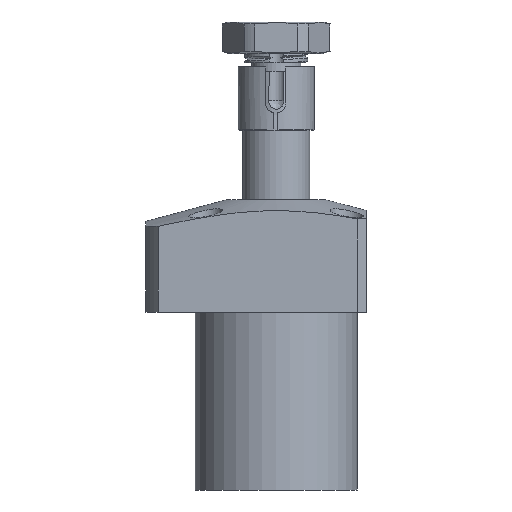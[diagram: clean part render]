
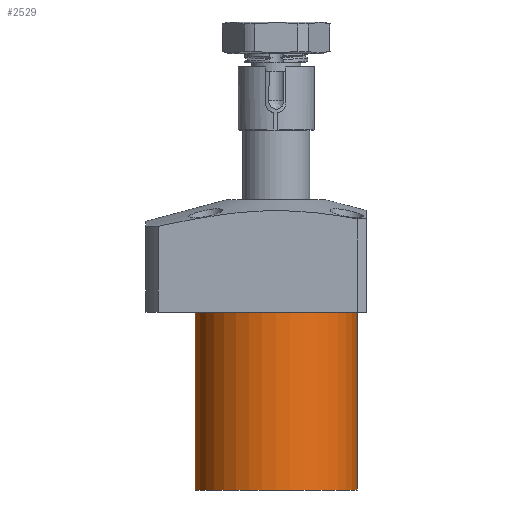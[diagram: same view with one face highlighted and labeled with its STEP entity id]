
A CAD part, front view. The second image highlights one B-rep face of the part: STEP entity #2529.
In plain terms, the highlighted cylindrical face has radius 18 mm (diameter 36 mm), a partial arc.
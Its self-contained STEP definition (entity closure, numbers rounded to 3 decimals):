
#138 = DIRECTION ( 'NONE',  ( 0., 0., 1. ) ) ;
#197 = DIRECTION ( 'NONE',  ( 1., 0., 0. ) ) ;
#208 = CIRCLE ( 'NONE', #406, 18. ) ;
#371 = VECTOR ( 'NONE', #1489, 1000. ) ;
#406 = AXIS2_PLACEMENT_3D ( 'NONE', #6629, #7960, #7247 ) ;
#475 = CARTESIAN_POINT ( 'NONE',  ( -18., 0., 0. ) ) ;
#637 = ORIENTED_EDGE ( 'NONE', *, *, #3919, .F. ) ;
#995 = EDGE_CURVE ( 'NONE', #7801, #8176, #3679, .T. ) ;
#1489 = DIRECTION ( 'NONE',  ( 0., 0., 1. ) ) ;
#1495 = EDGE_LOOP ( 'NONE', ( #637, #5633, #6463, #9029 ) ) ;
#2291 = DIRECTION ( 'NONE',  ( 0., 0., 1. ) ) ;
#2451 = DIRECTION ( 'NONE',  ( 0., 0., -1. ) ) ;
#2529 = ADVANCED_FACE ( 'NONE', ( #5225 ), #6880, .T. ) ;
#2719 = LINE ( 'NONE', #6424, #371 ) ;
#3639 = CARTESIAN_POINT ( 'NONE',  ( 0., 0., -39.5 ) ) ;
#3679 = CIRCLE ( 'NONE', #5827, 18. ) ;
#3919 = EDGE_CURVE ( 'NONE', #3950, #8176, #5324, .T. ) ;
#3950 = VERTEX_POINT ( 'NONE', #7171 ) ;
#4104 = VECTOR ( 'NONE', #138, 1000. ) ;
#4337 = EDGE_CURVE ( 'NONE', #3950, #7780, #208, .T. ) ;
#4386 = CARTESIAN_POINT ( 'NONE',  ( -18., 0., -39.5 ) ) ;
#5224 = DIRECTION ( 'NONE',  ( 1., 0., 0. ) ) ;
#5225 = FACE_OUTER_BOUND ( 'NONE', #1495, .T. ) ;
#5324 = LINE ( 'NONE', #4386, #4104 ) ;
#5633 = ORIENTED_EDGE ( 'NONE', *, *, #4337, .T. ) ;
#5827 = AXIS2_PLACEMENT_3D ( 'NONE', #8749, #2451, #5224 ) ;
#6424 = CARTESIAN_POINT ( 'NONE',  ( 18., 0., -39.5 ) ) ;
#6445 = CARTESIAN_POINT ( 'NONE',  ( 18., 0., -39.5 ) ) ;
#6463 = ORIENTED_EDGE ( 'NONE', *, *, #8712, .T. ) ;
#6629 = CARTESIAN_POINT ( 'NONE',  ( 0., 0., -39.5 ) ) ;
#6880 = CYLINDRICAL_SURFACE ( 'NONE', #8621, 18. ) ;
#7151 = CARTESIAN_POINT ( 'NONE',  ( 18., 0., 0. ) ) ;
#7171 = CARTESIAN_POINT ( 'NONE',  ( -18., 0., -39.5 ) ) ;
#7247 = DIRECTION ( 'NONE',  ( 1., 0., 0. ) ) ;
#7780 = VERTEX_POINT ( 'NONE', #6445 ) ;
#7801 = VERTEX_POINT ( 'NONE', #7151 ) ;
#7960 = DIRECTION ( 'NONE',  ( 0., 0., 1. ) ) ;
#8176 = VERTEX_POINT ( 'NONE', #475 ) ;
#8621 = AXIS2_PLACEMENT_3D ( 'NONE', #3639, #2291, #197 ) ;
#8712 = EDGE_CURVE ( 'NONE', #7780, #7801, #2719, .T. ) ;
#8749 = CARTESIAN_POINT ( 'NONE',  ( 0., 0., 0. ) ) ;
#9029 = ORIENTED_EDGE ( 'NONE', *, *, #995, .T. ) ;
